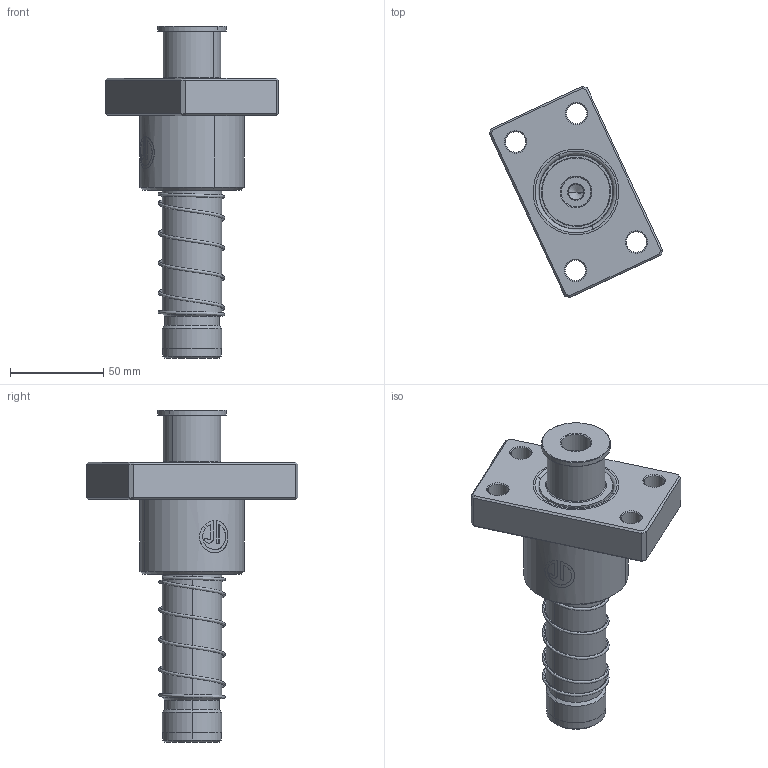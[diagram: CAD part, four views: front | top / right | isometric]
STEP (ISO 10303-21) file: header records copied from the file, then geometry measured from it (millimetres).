
FILE_DESCRIPTION (( 'STEP AP214' ), '1' );
FILE_NAME ('FKSH FKJH-D32-L150.STEP', '2021-09-16T03:04:23', ( '' ), ( '' ), 'SwSTEP 2.0', 'SolidWorks 2016', '' );
FILE_SCHEMA (( 'AUTOMOTIVE_DESIGN' ));
Length unit declared in the file: millimetre
Products named in the file (146): BALL-D4; SAB-32-1; FKSH FKJH-D32-L150; SAB-32; BJ BS-D39.5-32.5-L60; MGK-D32-L150; BJ BS-39.5-32.5-L60郪蚾; GTK-D37-d31; HWP-D35.7-d32.5-L60
Assembly tree (139 placements, depth 3):
  BALL-D4
  BALL-D4
  BALL-D4
  BALL-D4
  BALL-D4
Bounding box: 93.07 x 113.44 x 178 mm (x, y, z)
Volume: 290863 mm3; surface area: 101038 mm2
Topology: 134 solids, 134 shells, 669 faces, 2685 edges, 1773 vertices
Faces by surface type: sphere 512, plane 49, cylinder 44, cone 42, bspline 14, torus 8
Entity records: 31814 total; most frequent: CARTESIAN_POINT 16021, ORIENTED_EDGE 2284, DIRECTION 2066, EDGE_CURVE 1142, AXIS2_PLACEMENT_3D 951, VERTEX_POINT 737, EDGE_LOOP 683, B_SPLINE_CURVE_WITH_KNOTS 577
